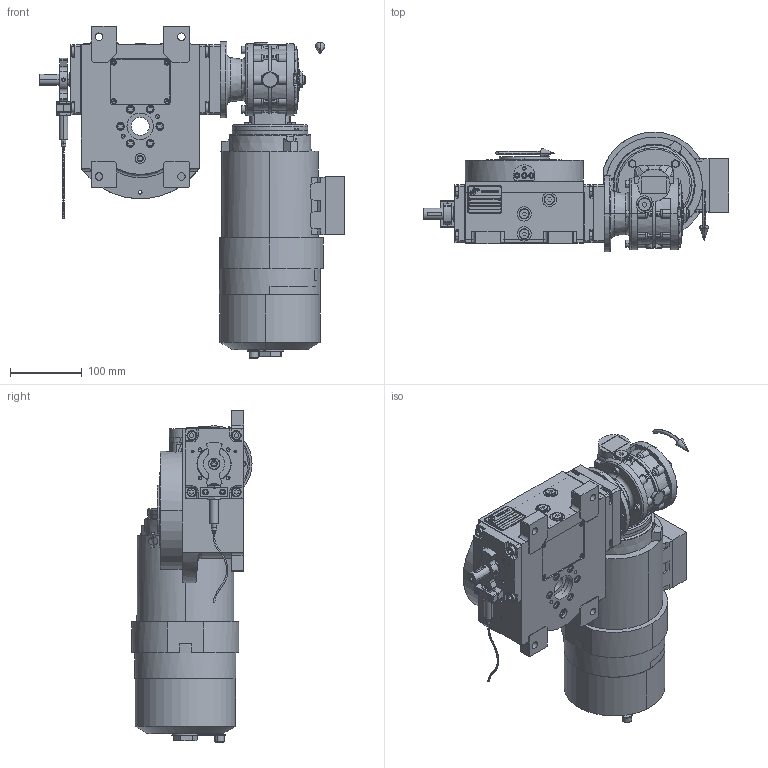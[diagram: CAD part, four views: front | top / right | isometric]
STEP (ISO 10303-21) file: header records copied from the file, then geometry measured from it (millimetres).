
FILE_DESCRIPTION (( 'STEP AP203' ), '1' );
FILE_NAME ('PC5200613.step', '2024-09-12T06:44:35', ( '' ), ( '' ), 'SwSTEP 2.0', 'SolidWorks 2020', '' );
FILE_SCHEMA (( 'CONFIG_CONTROL_DESIGN' ));
Length unit declared in the file: millimetre
Products named in the file (90): cfn2000_01_147; cfn2400_04_003; CFN2356_03_051.stp; cfn2128_04_011; cfn2003_01_063; cfn2401_01_003; rig04_015; freccia_angolare_albero; AS_rig04_004_s_002; BA71B14; cfn2000_01_151; cfn2000_01_129; AS_rig04_014_s_001; rig04_002_bl_004; RMI40_F1_LCB_DX_71B14; rig04_001_a_s_012; AS_rig04_002_bl_004; cfn2128_05_006; cfn2070_05_001; CFN2000_01_185.stp; AS_900_38_30_003; cfn2205_01_012; rig04_007_master; cfn2104_01_016; cfn2107_01_001; cfn2000_01_161; AS_900_38_11_36_4; cfn2115_02_213; rig04_004; AS_cfn2476_01_001_48x38; cfn2151_01_087; CFN2203_02_001.stp; cfn2155_01_055; freccia_angolare; RIG04_005_ASM.stp; cfn2115_02_182; rig04_004_s_002; AS_rig04_015; CFN2155_01_007.stp; CFN2104_02_017.stp ...
Assembly tree (83 placements, depth 5):
  CFN2356_03_051.stp
  cfn2205_01_012
  rig04_007_master
  cfn2115_02_213
  cfn2151_01_087
Bounding box: 426.5 x 167.5 x 463.18 mm (x, y, z)
Volume: 6684681.7 mm3; surface area: 808032 mm2
Topology: 85 solids, 87 shells, 3806 faces, 9477 edges, 6077 vertices
Faces by surface type: plane 1800, cylinder 1291, cone 544, torus 145, bspline 20, sphere 6
Entity records: 129671 total; most frequent: CARTESIAN_POINT 31207, DIRECTION 18933, ORIENTED_EDGE 18244, EDGE_CURVE 9124, AXIS2_PLACEMENT_3D 6892, VERTEX_POINT 5908, LINE 5149, VECTOR 5149
